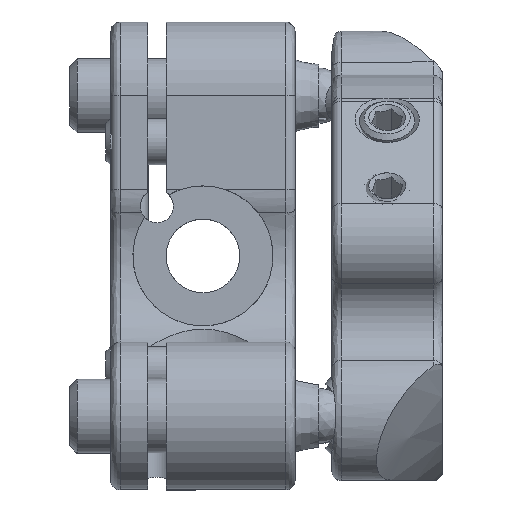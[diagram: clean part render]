
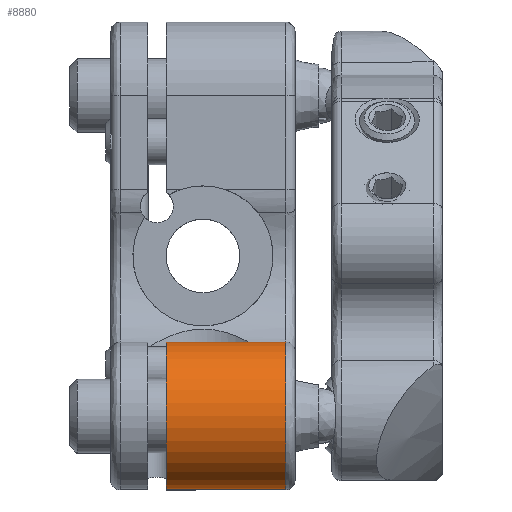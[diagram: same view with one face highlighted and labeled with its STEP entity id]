
A CAD part, top view. The second image highlights one B-rep face of the part: STEP entity #8880.
In plain terms, the highlighted cylindrical face has radius 4 mm (diameter 8 mm), a partial arc.
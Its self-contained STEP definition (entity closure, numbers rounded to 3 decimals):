
#285 = DIRECTION ( 'NONE',  ( 1., 0., 0. ) ) ;
#427 = DIRECTION ( 'NONE',  ( 0., -1., 0. ) ) ;
#709 = AXIS2_PLACEMENT_3D ( 'NONE', #9151, #285, #427 ) ;
#1033 = VERTEX_POINT ( 'NONE', #12844 ) ;
#1134 = AXIS2_PLACEMENT_3D ( 'NONE', #11559, #5723, #1764 ) ;
#1764 = DIRECTION ( 'NONE',  ( 0., -1., 0. ) ) ;
#2180 = EDGE_CURVE ( 'NONE', #5611, #1033, #12124, .T. ) ;
#2574 = CARTESIAN_POINT ( 'NONE',  ( -9.023, 8., 14.305 ) ) ;
#2713 = CARTESIAN_POINT ( 'NONE',  ( -15.523, 4., 14.305 ) ) ;
#2845 = CYLINDRICAL_SURFACE ( 'NONE', #1134, 4. ) ;
#3611 = CARTESIAN_POINT ( 'NONE',  ( -8.523, 8., 14.305 ) ) ;
#3727 = VECTOR ( 'NONE', #9111, 1000. ) ;
#3781 = DIRECTION ( 'NONE',  ( 1., 0., 0. ) ) ;
#4899 = DIRECTION ( 'NONE',  ( 1., 0., 0. ) ) ;
#5032 = EDGE_LOOP ( 'NONE', ( #9410, #12317, #8473, #11614 ) ) ;
#5085 = CARTESIAN_POINT ( 'NONE',  ( -9.023, 0., 14.305 ) ) ;
#5611 = VERTEX_POINT ( 'NONE', #2574 ) ;
#5723 = DIRECTION ( 'NONE',  ( -1., 0., 0. ) ) ;
#6549 = VERTEX_POINT ( 'NONE', #12028 ) ;
#6871 = AXIS2_PLACEMENT_3D ( 'NONE', #2713, #3781, #9276 ) ;
#8473 = ORIENTED_EDGE ( 'NONE', *, *, #10751, .F. ) ;
#8880 = ADVANCED_FACE ( 'NONE', ( #13702 ), #2845, .F. ) ;
#9111 = DIRECTION ( 'NONE',  ( -1., 0., 0. ) ) ;
#9151 = CARTESIAN_POINT ( 'NONE',  ( -9.023, 4., 14.305 ) ) ;
#9276 = DIRECTION ( 'NONE',  ( 0., 1., 0. ) ) ;
#9314 = EDGE_CURVE ( 'NONE', #6549, #11686, #12537, .T. ) ;
#9410 = ORIENTED_EDGE ( 'NONE', *, *, #13090, .T. ) ;
#10329 = CARTESIAN_POINT ( 'NONE',  ( -18.523, 0., 14.305 ) ) ;
#10751 = EDGE_CURVE ( 'NONE', #1033, #6549, #13491, .T. ) ;
#11559 = CARTESIAN_POINT ( 'NONE',  ( -18.523, 4., 14.305 ) ) ;
#11614 = ORIENTED_EDGE ( 'NONE', *, *, #2180, .F. ) ;
#11686 = VERTEX_POINT ( 'NONE', #5085 ) ;
#12028 = CARTESIAN_POINT ( 'NONE',  ( -15.523, 0., 14.305 ) ) ;
#12124 = LINE ( 'NONE', #3611, #3727 ) ;
#12317 = ORIENTED_EDGE ( 'NONE', *, *, #9314, .F. ) ;
#12537 = LINE ( 'NONE', #10329, #13701 ) ;
#12818 = CIRCLE ( 'NONE', #709, 4. ) ;
#12844 = CARTESIAN_POINT ( 'NONE',  ( -15.523, 8., 14.305 ) ) ;
#13090 = EDGE_CURVE ( 'NONE', #5611, #11686, #12818, .T. ) ;
#13491 = CIRCLE ( 'NONE', #6871, 4. ) ;
#13701 = VECTOR ( 'NONE', #4899, 1000. ) ;
#13702 = FACE_OUTER_BOUND ( 'NONE', #5032, .T. ) ;
